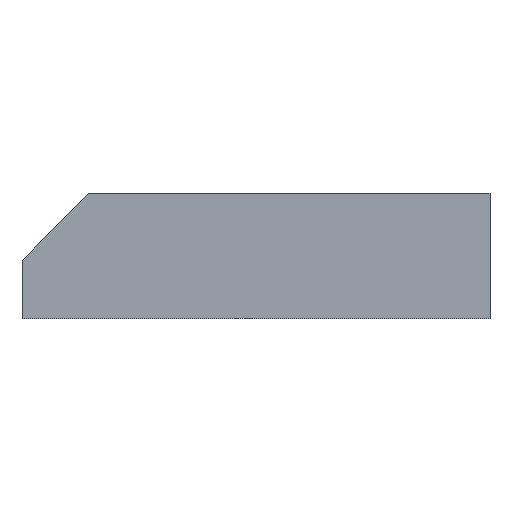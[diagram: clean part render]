
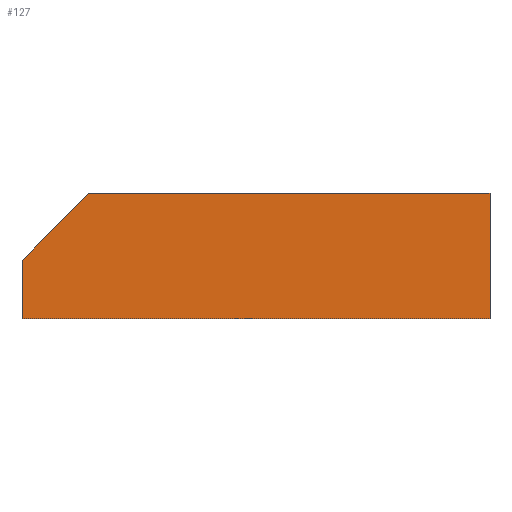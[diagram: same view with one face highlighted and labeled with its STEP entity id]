
A CAD part, top view. The second image highlights one B-rep face of the part: STEP entity #127.
In plain terms, the highlighted planar face has unit normal (0, 0, 1).
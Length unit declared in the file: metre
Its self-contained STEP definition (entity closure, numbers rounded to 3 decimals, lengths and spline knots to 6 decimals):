
#21=FACE_OUTER_BOUND('',#28,.T.);
#28=EDGE_LOOP('',(#109,#110,#111,#112,#113));
#32=LINE('',#189,#47);
#34=LINE('',#194,#49);
#39=LINE('',#204,#54);
#41=LINE('',#208,#56);
#43=LINE('',#211,#58);
#47=VECTOR('',#156,0.01);
#49=VECTOR('',#160,0.01);
#54=VECTOR('',#169,0.01);
#56=VECTOR('',#173,0.01);
#58=VECTOR('',#177,0.01);
#60=VERTEX_POINT('',#183);
#62=VERTEX_POINT('',#187);
#64=VERTEX_POINT('',#192);
#67=VERTEX_POINT('',#203);
#68=VERTEX_POINT('',#207);
#72=EDGE_CURVE('',#60,#62,#32,.T.);
#74=EDGE_CURVE('',#64,#62,#34,.T.);
#79=EDGE_CURVE('',#67,#60,#39,.T.);
#81=EDGE_CURVE('',#68,#67,#41,.T.);
#83=EDGE_CURVE('',#68,#64,#43,.T.);
#109=ORIENTED_EDGE('',*,*,#83,.F.);
#110=ORIENTED_EDGE('',*,*,#81,.T.);
#111=ORIENTED_EDGE('',*,*,#79,.T.);
#112=ORIENTED_EDGE('',*,*,#72,.T.);
#113=ORIENTED_EDGE('',*,*,#74,.F.);
#120=PLANE('',#148);
#127=ADVANCED_FACE('',(#21),#120,.T.);
#148=AXIS2_PLACEMENT_3D('',#212,#178,#179);
#156=DIRECTION('',(0.,-1.,0.));
#160=DIRECTION('',(-1.,0.,0.));
#169=DIRECTION('',(-0.707,-0.707,0.));
#173=DIRECTION('',(-1.,0.,0.));
#177=DIRECTION('',(0.,-1.,0.));
#178=DIRECTION('center_axis',(0.,0.,1.));
#179=DIRECTION('ref_axis',(1.,0.,0.));
#183=CARTESIAN_POINT('',(0.024892,0.,0.00381));
#187=CARTESIAN_POINT('',(0.024892,-0.01,0.00381));
#189=CARTESIAN_POINT('',(0.024892,0.,0.00381));
#192=CARTESIAN_POINT('',(0.104902,-0.01,0.00381));
#194=CARTESIAN_POINT('',(0.104902,-0.01,0.00381));
#203=CARTESIAN_POINT('',(0.036322,0.01143,0.00381));
#204=CARTESIAN_POINT('',(0.024892,0.,0.00381));
#207=CARTESIAN_POINT('',(0.104902,0.01143,0.00381));
#208=CARTESIAN_POINT('',(0.036322,0.01143,0.00381));
#211=CARTESIAN_POINT('',(0.104902,0.,0.00381));
#212=CARTESIAN_POINT('Origin',(0.064897,0.005715,0.00381));
